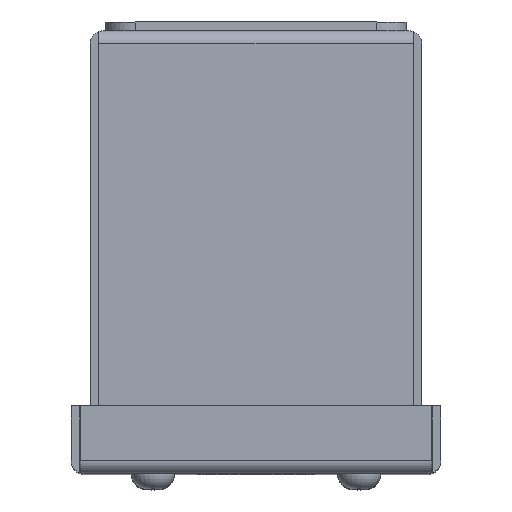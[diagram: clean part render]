
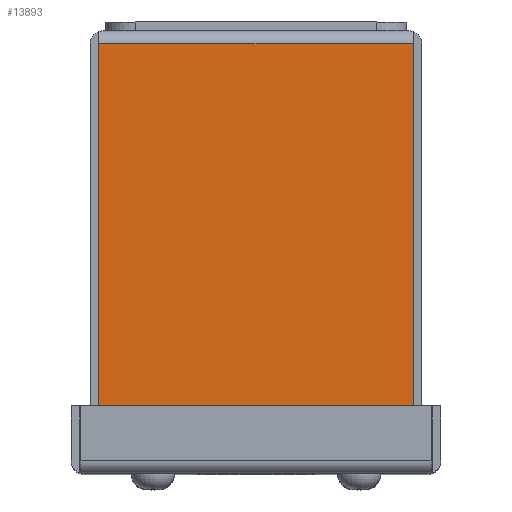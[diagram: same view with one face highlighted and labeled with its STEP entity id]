
A CAD part, top view. The second image highlights one B-rep face of the part: STEP entity #13893.
In plain terms, the highlighted planar face has unit normal (0, 0, 1).
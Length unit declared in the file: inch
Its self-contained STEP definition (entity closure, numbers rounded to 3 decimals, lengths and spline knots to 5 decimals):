
#353 = CARTESIAN_POINT ( 'NONE',  ( 1.30221, -0.108, 2.5625 ) ) ;
#385 = VERTEX_POINT ( 'NONE', #10544 ) ;
#1066 = LINE ( 'NONE', #9707, #6935 ) ;
#1153 = VERTEX_POINT ( 'NONE', #7325 ) ;
#2104 = CARTESIAN_POINT ( 'NONE',  ( -1.30221, 0., 2.5625 ) ) ;
#2867 = ORIENTED_EDGE ( 'NONE', *, *, #7033, .F. ) ;
#3254 = EDGE_CURVE ( 'NONE', #1153, #385, #13895, .T. ) ;
#4125 = EDGE_LOOP ( 'NONE', ( #13798, #6495, #2867, #14325 ) ) ;
#4209 = CARTESIAN_POINT ( 'NONE',  ( 9.031, 0., 2.5625 ) ) ;
#5004 = CARTESIAN_POINT ( 'NONE',  ( 9.031, -3.392, 2.5625 ) ) ;
#5201 = DIRECTION ( 'NONE',  ( 0., 0., -1. ) ) ;
#6110 = DIRECTION ( 'NONE',  ( 0., 1., 0. ) ) ;
#6495 = ORIENTED_EDGE ( 'NONE', *, *, #8461, .F. ) ;
#6935 = VECTOR ( 'NONE', #14781, 39.37008 ) ;
#7033 = EDGE_CURVE ( 'NONE', #10690, #11603, #8635, .T. ) ;
#7107 = LINE ( 'NONE', #2104, #8960 ) ;
#7325 = CARTESIAN_POINT ( 'NONE',  ( 1.30221, -3.392, 2.5625 ) ) ;
#7430 = AXIS2_PLACEMENT_3D ( 'NONE', #4209, #5201, #14177 ) ;
#7585 = DIRECTION ( 'NONE',  ( -1., 0., 0. ) ) ;
#7702 = FACE_OUTER_BOUND ( 'NONE', #4125, .T. ) ;
#8461 = EDGE_CURVE ( 'NONE', #11603, #1153, #1066, .T. ) ;
#8574 = CARTESIAN_POINT ( 'NONE',  ( -1.30221, -0.108, 2.5625 ) ) ;
#8635 = LINE ( 'NONE', #15272, #8867 ) ;
#8867 = VECTOR ( 'NONE', #8959, 39.37008 ) ;
#8959 = DIRECTION ( 'NONE',  ( 1., 0., 0. ) ) ;
#8960 = VECTOR ( 'NONE', #6110, 39.37008 ) ;
#9707 = CARTESIAN_POINT ( 'NONE',  ( 1.30221, 39.37008, 2.5625 ) ) ;
#10544 = CARTESIAN_POINT ( 'NONE',  ( -1.30221, -3.392, 2.5625 ) ) ;
#10690 = VERTEX_POINT ( 'NONE', #8574 ) ;
#11340 = EDGE_CURVE ( 'NONE', #385, #10690, #7107, .T. ) ;
#11603 = VERTEX_POINT ( 'NONE', #353 ) ;
#12808 = VECTOR ( 'NONE', #7585, 39.37008 ) ;
#13798 = ORIENTED_EDGE ( 'NONE', *, *, #3254, .F. ) ;
#13893 = ADVANCED_FACE ( 'NONE', ( #7702 ), #15501, .F. ) ;
#13895 = LINE ( 'NONE', #5004, #12808 ) ;
#14177 = DIRECTION ( 'NONE',  ( -1., 0., 0. ) ) ;
#14325 = ORIENTED_EDGE ( 'NONE', *, *, #11340, .F. ) ;
#14781 = DIRECTION ( 'NONE',  ( 0., -1., 0. ) ) ;
#15272 = CARTESIAN_POINT ( 'NONE',  ( -1.267, -0.108, 2.5625 ) ) ;
#15501 = PLANE ( 'NONE',  #7430 ) ;
